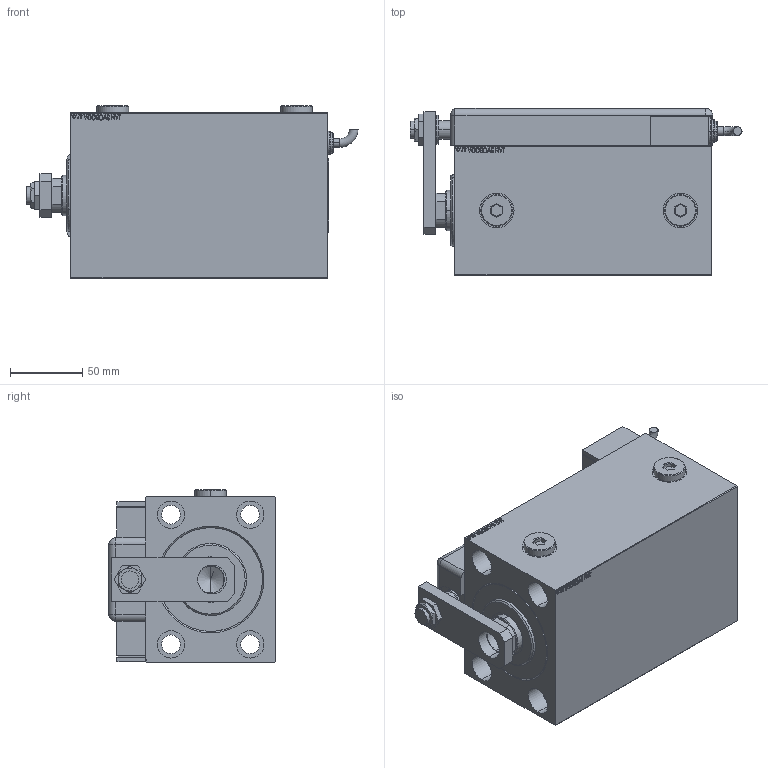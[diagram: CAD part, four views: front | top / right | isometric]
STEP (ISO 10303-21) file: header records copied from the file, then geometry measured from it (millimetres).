
FILE_DESCRIPTION (( 'STEP AP203' ), '1' );
FILE_NAME ('a0c7.STEP', '2024-02-11T13:12:44', ( '' ), ( '' ), 'SwSTEP 2.0', 'SolidWorks 2019', '' );
FILE_SCHEMA (( 'CONFIG_CONTROL_DESIGN' ));
Length unit declared in the file: millimetre
Products named in the file (14): SWITCH DIM A_G ccc8c319ff8c001cf55dc27703af8eba; V450CM_C_VCP ccc8c319ff8c001cf55dc27703af8eba; SWITCH_Q_FRONT_BACK ccc8c319ff8c001cf55dc27703af8eba; SWITCH Q ccc8c319ff8c001cf55dc27703af8eba; Zatka_OIL_PORT ccc8c319ff8c001cf55dc27703af8eba; TYC ccc8c319ff8c001cf55dc27703af8eba; MAGNETIC SWITCH Q ccc8c319ff8c001cf55dc27703af8eba; NUT_D13 ccc8c319ff8c001cf55dc27703af8eba; a0c7; NUT_D19 ccc8c319ff8c001cf55dc27703af8eba; V450CM_VC_B ccc8c319ff8c001cf55dc27703af8eba; V450CM_C_Body ccc8c319ff8c001cf55dc27703af8eba; ZARAZKA_Q ccc8c319ff8c001cf55dc27703af8eba; KRYT ccc8c319ff8c001cf55dc27703af8eba
Assembly tree (15 placements, depth 3):
  a0c7
    V450CM_C_Body ccc8c319ff8c001cf55dc27703af8eba
    V450CM_C_VCP ccc8c319ff8c001cf55dc27703af8eba
    V450CM_VC_B ccc8c319ff8c001cf55dc27703af8eba
    MAGNETIC SWITCH Q ccc8c319ff8c001cf55dc27703af8eba
      SWITCH_Q_FRONT_BACK ccc8c319ff8c001cf55dc27703af8eba
      TYC ccc8c319ff8c001cf55dc27703af8eba
      ZARAZKA_Q ccc8c319ff8c001cf55dc27703af8eba
      SWITCH DIM A_G ccc8c319ff8c001cf55dc27703af8eba
      NUT_D19 ccc8c319ff8c001cf55dc27703af8eba
      NUT_D13 ccc8c319ff8c001cf55dc27703af8eba
      KRYT ccc8c319ff8c001cf55dc27703af8eba
      SWITCH Q ccc8c319ff8c001cf55dc27703af8eba  x2
    Zatka_OIL_PORT ccc8c319ff8c001cf55dc27703af8eba  x2
Bounding box: 230.46 x 115.8 x 119.9 mm (x, y, z)
Volume: 1657874.1 mm3; surface area: 275696.4 mm2
Topology: 15 solids, 15 shells, 1303 faces, 3286 edges, 2163 vertices
Faces by surface type: plane 649, bspline 471, cylinder 133, cone 26, torus 22, sphere 2
Entity records: 61098 total; most frequent: CARTESIAN_POINT 32513, ORIENTED_EDGE 6296, DIRECTION 4060, EDGE_CURVE 3148, VERTEX_POINT 2079, LINE 1876, VECTOR 1876, EDGE_LOOP 1425
